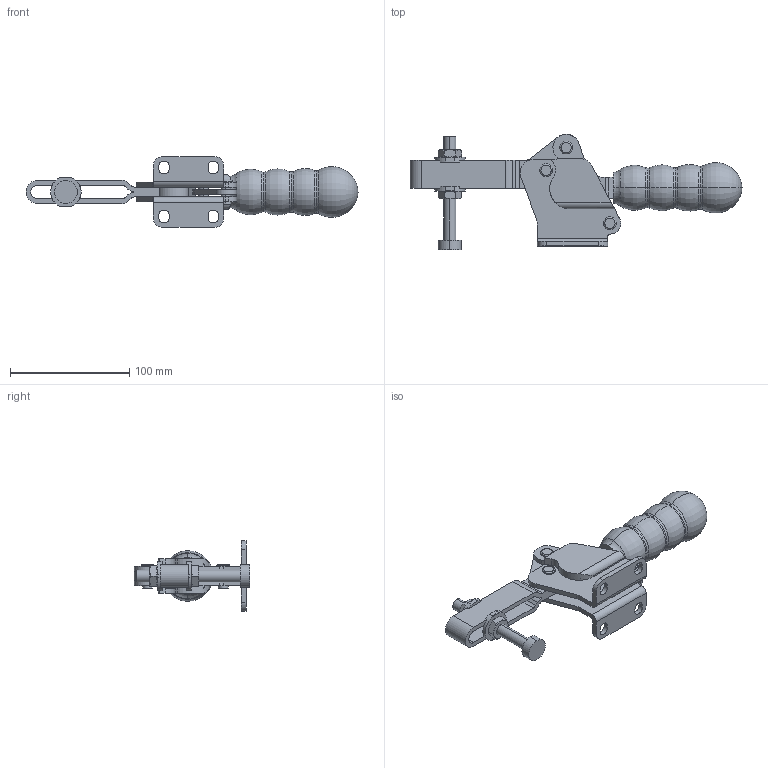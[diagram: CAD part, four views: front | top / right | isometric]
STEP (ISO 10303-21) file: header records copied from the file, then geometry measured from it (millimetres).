
FILE_DESCRIPTION( ( '' ), '1' );
FILE_NAME( 'h350_2b_2_03.stp', '2006-11-29T10:30:43', ( '' ), ( '' ), ' ', ' ', ' ' );
FILE_SCHEMA( ( 'CONFIG_CONTROL_DESIGN' ) );
Length unit declared in the file: millimetre
Products named in the file (8): 1; 2; 3; 4; 5; 6; 7; 8
Bounding box: 277.89 x 96.5 x 59.4 mm (x, y, z)
Volume: 221870.4 mm3; surface area: 74121.8 mm2
Topology: 8 solids, 8 shells, 313 faces, 821 edges, 535 vertices
Faces by surface type: cylinder 126, plane 123, cone 34, torus 30
Entity records: 10271 total; most frequent: CARTESIAN_POINT 1985, DIRECTION 1759, ORIENTED_EDGE 1638, EDGE_CURVE 819, AXIS2_PLACEMENT_3D 685, VERTEX_POINT 535, LINE 389, VECTOR 389
